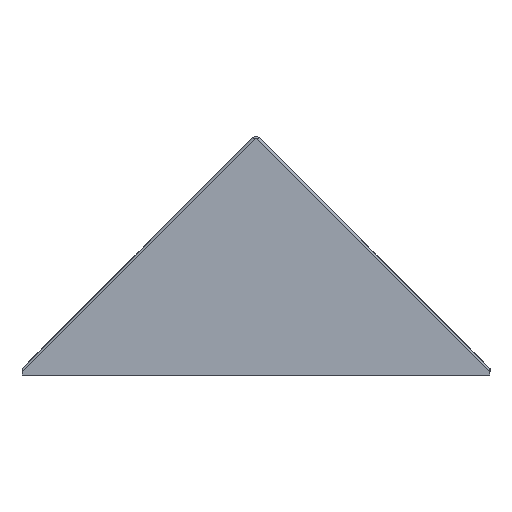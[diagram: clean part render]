
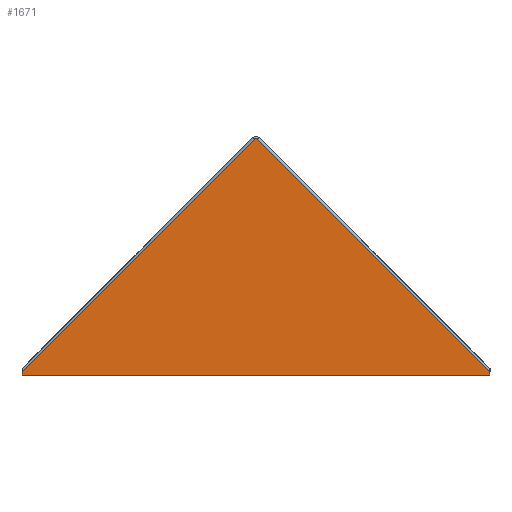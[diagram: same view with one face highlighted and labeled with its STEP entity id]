
A CAD part, top view. The second image highlights one B-rep face of the part: STEP entity #1671.
In plain terms, the highlighted planar face has unit normal (0, 0, 1).
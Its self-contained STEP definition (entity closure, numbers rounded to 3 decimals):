
#37 = DIRECTION ( 'NONE',  ( 0., 0., 1. ) ) ;
#41 = CARTESIAN_POINT ( 'NONE',  ( 0., 0., 37. ) ) ;
#123 = EDGE_LOOP ( 'NONE', ( #2158, #6824, #8500, #6646, #808, #8585 ) ) ;
#166 = DIRECTION ( 'NONE',  ( 1., 0., 0. ) ) ;
#297 = AXIS2_PLACEMENT_3D ( 'NONE', #41, #6353, #8435 ) ;
#622 = LINE ( 'NONE', #1398, #6740 ) ;
#636 = AXIS2_PLACEMENT_3D ( 'NONE', #2011, #37, #7692 ) ;
#739 = FACE_OUTER_BOUND ( 'NONE', #123, .T. ) ;
#808 = ORIENTED_EDGE ( 'NONE', *, *, #3709, .T. ) ;
#1216 = DIRECTION ( 'NONE',  ( -0.707, 0.707, 0. ) ) ;
#1301 = EDGE_CURVE ( 'NONE', #6492, #5876, #5069, .T. ) ;
#1398 = CARTESIAN_POINT ( 'NONE',  ( 0.354, 53.571, 37. ) ) ;
#1421 = DIRECTION ( 'NONE',  ( 0., -1., 0. ) ) ;
#1563 = CARTESIAN_POINT ( 'NONE',  ( 53.132, 0., 37. ) ) ;
#1671 = ADVANCED_FACE ( 'NONE', ( #739 ), #5672, .T. ) ;
#2011 = CARTESIAN_POINT ( 'NONE',  ( 0., 53.217, 37. ) ) ;
#2108 = VERTEX_POINT ( 'NONE', #3846 ) ;
#2158 = ORIENTED_EDGE ( 'NONE', *, *, #1301, .T. ) ;
#2479 = EDGE_CURVE ( 'NONE', #4853, #6492, #5706, .T. ) ;
#3375 = CARTESIAN_POINT ( 'NONE',  ( -53.132, 0., 37. ) ) ;
#3709 = EDGE_CURVE ( 'NONE', #7933, #4853, #9068, .T. ) ;
#3846 = CARTESIAN_POINT ( 'NONE',  ( 0.354, 53.571, 37. ) ) ;
#3938 = LINE ( 'NONE', #3988, #5144 ) ;
#3988 = CARTESIAN_POINT ( 'NONE',  ( -52.778, 1.146, 37. ) ) ;
#4563 = EDGE_CURVE ( 'NONE', #5876, #2108, #622, .T. ) ;
#4853 = VERTEX_POINT ( 'NONE', #8961 ) ;
#5069 = LINE ( 'NONE', #7790, #5201 ) ;
#5144 = VECTOR ( 'NONE', #5273, 1000. ) ;
#5153 = CIRCLE ( 'NONE', #636, 0.5 ) ;
#5201 = VECTOR ( 'NONE', #7876, 1000. ) ;
#5273 = DIRECTION ( 'NONE',  ( -0.707, -0.707, 0. ) ) ;
#5672 = PLANE ( 'NONE',  #297 ) ;
#5706 = LINE ( 'NONE', #6348, #5986 ) ;
#5876 = VERTEX_POINT ( 'NONE', #6495 ) ;
#5986 = VECTOR ( 'NONE', #166, 1000. ) ;
#6006 = CARTESIAN_POINT ( 'NONE',  ( -0.354, 53.571, 37. ) ) ;
#6348 = CARTESIAN_POINT ( 'NONE',  ( 53.132, 0., 37. ) ) ;
#6353 = DIRECTION ( 'NONE',  ( 0., 0., 1. ) ) ;
#6492 = VERTEX_POINT ( 'NONE', #1563 ) ;
#6495 = CARTESIAN_POINT ( 'NONE',  ( 53.132, 0.793, 37. ) ) ;
#6646 = ORIENTED_EDGE ( 'NONE', *, *, #7487, .T. ) ;
#6740 = VECTOR ( 'NONE', #1216, 1000. ) ;
#6824 = ORIENTED_EDGE ( 'NONE', *, *, #4563, .T. ) ;
#6858 = EDGE_CURVE ( 'NONE', #2108, #7582, #5153, .T. ) ;
#7487 = EDGE_CURVE ( 'NONE', #7582, #7933, #3938, .T. ) ;
#7582 = VERTEX_POINT ( 'NONE', #6006 ) ;
#7692 = DIRECTION ( 'NONE',  ( 1., 0., 0. ) ) ;
#7725 = CARTESIAN_POINT ( 'NONE',  ( -53.132, 0.793, 37. ) ) ;
#7790 = CARTESIAN_POINT ( 'NONE',  ( 53.132, 1.5, 37. ) ) ;
#7876 = DIRECTION ( 'NONE',  ( 0., 1., 0. ) ) ;
#7933 = VERTEX_POINT ( 'NONE', #7725 ) ;
#8435 = DIRECTION ( 'NONE',  ( 1., 0., 0. ) ) ;
#8500 = ORIENTED_EDGE ( 'NONE', *, *, #6858, .T. ) ;
#8585 = ORIENTED_EDGE ( 'NONE', *, *, #2479, .T. ) ;
#8683 = VECTOR ( 'NONE', #1421, 1000. ) ;
#8961 = CARTESIAN_POINT ( 'NONE',  ( -53.132, 0., 37. ) ) ;
#9068 = LINE ( 'NONE', #3375, #8683 ) ;
